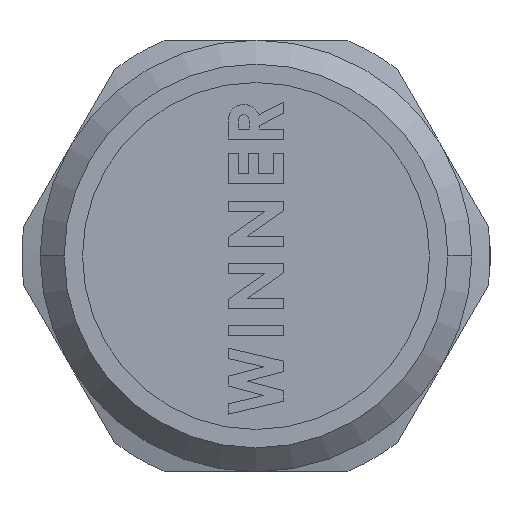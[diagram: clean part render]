
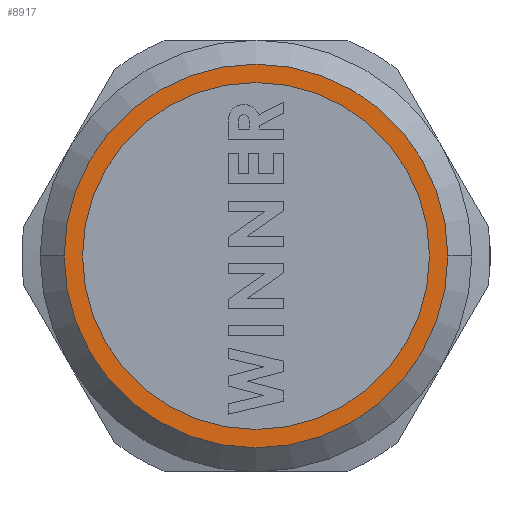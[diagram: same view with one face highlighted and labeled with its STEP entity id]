
A CAD part, left-side view. The second image highlights one B-rep face of the part: STEP entity #8917.
In plain terms, the highlighted planar face has unit normal (-1, 0, 0).
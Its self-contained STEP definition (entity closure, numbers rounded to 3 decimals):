
#203 = CARTESIAN_POINT ( 'NONE',  ( -115.85, 0., 0. ) ) ;
#289 = ORIENTED_EDGE ( 'NONE', *, *, #8068, .F. ) ;
#545 = CARTESIAN_POINT ( 'NONE',  ( -115.85, 0., 0. ) ) ;
#614 = DIRECTION ( 'NONE',  ( 0., 0., -1. ) ) ;
#870 = EDGE_LOOP ( 'NONE', ( #1699, #289 ) ) ;
#878 = AXIS2_PLACEMENT_3D ( 'NONE', #203, #1025, #991 ) ;
#991 = DIRECTION ( 'NONE',  ( 0., 0., -1. ) ) ;
#1025 = DIRECTION ( 'NONE',  ( -1., 0., 0. ) ) ;
#1382 = EDGE_CURVE ( 'NONE', #3523, #9659, #3081, .T. ) ;
#1458 = ORIENTED_EDGE ( 'NONE', *, *, #5011, .F. ) ;
#1699 = ORIENTED_EDGE ( 'NONE', *, *, #1382, .F. ) ;
#1776 = PLANE ( 'NONE',  #2352 ) ;
#2043 = CARTESIAN_POINT ( 'NONE',  ( -115.85, 0., 0. ) ) ;
#2352 = AXIS2_PLACEMENT_3D ( 'NONE', #8788, #2548, #8003 ) ;
#2361 = EDGE_LOOP ( 'NONE', ( #1458, #5389 ) ) ;
#2548 = DIRECTION ( 'NONE',  ( -1., 0., 0. ) ) ;
#2572 = AXIS2_PLACEMENT_3D ( 'NONE', #545, #6089, #614 ) ;
#2740 = CARTESIAN_POINT ( 'NONE',  ( -115.85, 0., -10.85 ) ) ;
#3081 = CIRCLE ( 'NONE', #7849, 12. ) ;
#3496 = DIRECTION ( 'NONE',  ( 0., 1., 0. ) ) ;
#3523 = VERTEX_POINT ( 'NONE', #6428 ) ;
#3782 = FACE_BOUND ( 'NONE', #2361, .T. ) ;
#3899 = DIRECTION ( 'NONE',  ( 0., 1., 0. ) ) ;
#4261 = CARTESIAN_POINT ( 'NONE',  ( -115.85, -12., 0. ) ) ;
#4274 = CIRCLE ( 'NONE', #6794, 12. ) ;
#5011 = EDGE_CURVE ( 'NONE', #5252, #9950, #6967, .T. ) ;
#5252 = VERTEX_POINT ( 'NONE', #2740 ) ;
#5389 = ORIENTED_EDGE ( 'NONE', *, *, #5539, .F. ) ;
#5539 = EDGE_CURVE ( 'NONE', #9950, #5252, #8531, .T. ) ;
#5642 = CARTESIAN_POINT ( 'NONE',  ( -115.85, 0., 0. ) ) ;
#6089 = DIRECTION ( 'NONE',  ( -1., 0., 0. ) ) ;
#6428 = CARTESIAN_POINT ( 'NONE',  ( -115.85, 12., 0. ) ) ;
#6658 = DIRECTION ( 'NONE',  ( 1., 0., 0. ) ) ;
#6794 = AXIS2_PLACEMENT_3D ( 'NONE', #5642, #8556, #3899 ) ;
#6967 = CIRCLE ( 'NONE', #2572, 10.85 ) ;
#7849 = AXIS2_PLACEMENT_3D ( 'NONE', #2043, #6658, #3496 ) ;
#8003 = DIRECTION ( 'NONE',  ( 0., -1., 0. ) ) ;
#8068 = EDGE_CURVE ( 'NONE', #9659, #3523, #4274, .T. ) ;
#8531 = CIRCLE ( 'NONE', #878, 10.85 ) ;
#8556 = DIRECTION ( 'NONE',  ( 1., 0., 0. ) ) ;
#8788 = CARTESIAN_POINT ( 'NONE',  ( -115.85, 0., 0. ) ) ;
#8826 = CARTESIAN_POINT ( 'NONE',  ( -115.85, 0., 10.85 ) ) ;
#8917 = ADVANCED_FACE ( 'NONE', ( #9619, #3782 ), #1776, .T. ) ;
#9619 = FACE_OUTER_BOUND ( 'NONE', #870, .T. ) ;
#9659 = VERTEX_POINT ( 'NONE', #4261 ) ;
#9950 = VERTEX_POINT ( 'NONE', #8826 ) ;
